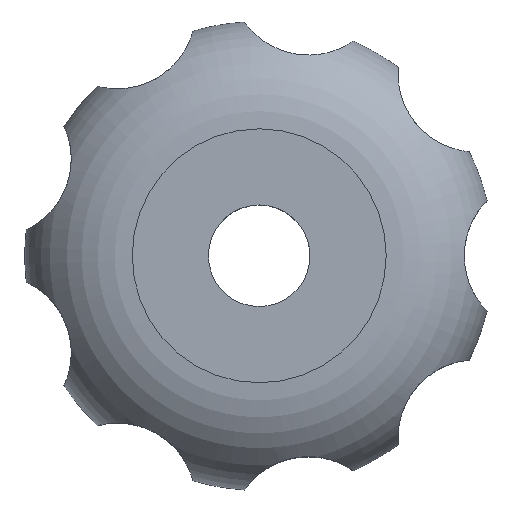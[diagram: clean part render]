
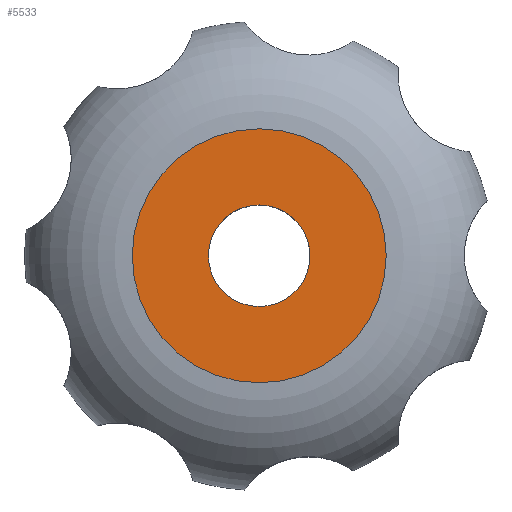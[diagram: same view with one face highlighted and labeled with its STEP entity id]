
A CAD part, top view. The second image highlights one B-rep face of the part: STEP entity #5533.
In plain terms, the highlighted planar face has unit normal (0, 0, 1).
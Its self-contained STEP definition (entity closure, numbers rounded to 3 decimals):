
#100 = TOROIDAL_SURFACE('',#101,6.5,5.5);
#101 = AXIS2_PLACEMENT_3D('',#102,#103,#104);
#102 = CARTESIAN_POINT('',(0.,0.,4.5));
#103 = DIRECTION('',(0.,0.,1.));
#104 = DIRECTION('',(1.,0.,0.));
#3099 = VERTEX_POINT('',#3100);
#3100 = CARTESIAN_POINT('',(6.5,0.,10.));
#3120 = EDGE_CURVE('',#3099,#3099,#3121,.T.);
#3121 = SURFACE_CURVE('',#3122,(#3127,#3134),.PCURVE_S1.);
#3122 = CIRCLE('',#3123,6.5);
#3123 = AXIS2_PLACEMENT_3D('',#3124,#3125,#3126);
#3124 = CARTESIAN_POINT('',(0.,0.,10.));
#3125 = DIRECTION('',(0.,0.,1.));
#3126 = DIRECTION('',(1.,0.,0.));
#3127 = PCURVE('',#100,#3128);
#3128 = DEFINITIONAL_REPRESENTATION('',(#3129),#3133);
#3129 = LINE('',#3130,#3131);
#3130 = CARTESIAN_POINT('',(0.,1.571));
#3131 = VECTOR('',#3132,1.);
#3132 = DIRECTION('',(1.,0.));
#3133 = ( GEOMETRIC_REPRESENTATION_CONTEXT(2) 
PARAMETRIC_REPRESENTATION_CONTEXT() REPRESENTATION_CONTEXT('2D SPACE',''
  ) );
#3134 = PCURVE('',#3135,#3140);
#3135 = PLANE('',#3136);
#3136 = AXIS2_PLACEMENT_3D('',#3137,#3138,#3139);
#3137 = CARTESIAN_POINT('',(0.,0.,10.));
#3138 = DIRECTION('',(0.,0.,1.));
#3139 = DIRECTION('',(1.,0.,0.));
#3140 = DEFINITIONAL_REPRESENTATION('',(#3141),#3145);
#3141 = CIRCLE('',#3142,6.5);
#3142 = AXIS2_PLACEMENT_2D('',#3143,#3144);
#3143 = CARTESIAN_POINT('',(0.,0.));
#3144 = DIRECTION('',(1.,0.));
#3145 = ( GEOMETRIC_REPRESENTATION_CONTEXT(2) 
PARAMETRIC_REPRESENTATION_CONTEXT() REPRESENTATION_CONTEXT('2D SPACE',''
  ) );
#5533 = ADVANCED_FACE('',(#5534,#5537),#3135,.T.);
#5534 = FACE_BOUND('',#5535,.T.);
#5535 = EDGE_LOOP('',(#5536));
#5536 = ORIENTED_EDGE('',*,*,#3120,.T.);
#5537 = FACE_BOUND('',#5538,.T.);
#5538 = EDGE_LOOP('',(#5539));
#5539 = ORIENTED_EDGE('',*,*,#5540,.F.);
#5540 = EDGE_CURVE('',#5541,#5541,#5543,.T.);
#5541 = VERTEX_POINT('',#5542);
#5542 = CARTESIAN_POINT('',(2.6,0.,10.));
#5543 = SURFACE_CURVE('',#5544,(#5549,#5556),.PCURVE_S1.);
#5544 = CIRCLE('',#5545,2.6);
#5545 = AXIS2_PLACEMENT_3D('',#5546,#5547,#5548);
#5546 = CARTESIAN_POINT('',(0.,0.,10.));
#5547 = DIRECTION('',(0.,0.,1.));
#5548 = DIRECTION('',(1.,0.,0.));
#5549 = PCURVE('',#3135,#5550);
#5550 = DEFINITIONAL_REPRESENTATION('',(#5551),#5555);
#5551 = CIRCLE('',#5552,2.6);
#5552 = AXIS2_PLACEMENT_2D('',#5553,#5554);
#5553 = CARTESIAN_POINT('',(0.,0.));
#5554 = DIRECTION('',(1.,0.));
#5555 = ( GEOMETRIC_REPRESENTATION_CONTEXT(2) 
PARAMETRIC_REPRESENTATION_CONTEXT() REPRESENTATION_CONTEXT('2D SPACE',''
  ) );
#5556 = PCURVE('',#5557,#5562);
#5557 = CYLINDRICAL_SURFACE('',#5558,2.6);
#5558 = AXIS2_PLACEMENT_3D('',#5559,#5560,#5561);
#5559 = CARTESIAN_POINT('',(0.,0.,0.));
#5560 = DIRECTION('',(0.,0.,1.));
#5561 = DIRECTION('',(1.,0.,0.));
#5562 = DEFINITIONAL_REPRESENTATION('',(#5563),#5567);
#5563 = LINE('',#5564,#5565);
#5564 = CARTESIAN_POINT('',(0.,10.));
#5565 = VECTOR('',#5566,1.);
#5566 = DIRECTION('',(1.,0.));
#5567 = ( GEOMETRIC_REPRESENTATION_CONTEXT(2) 
PARAMETRIC_REPRESENTATION_CONTEXT() REPRESENTATION_CONTEXT('2D SPACE',''
  ) );
